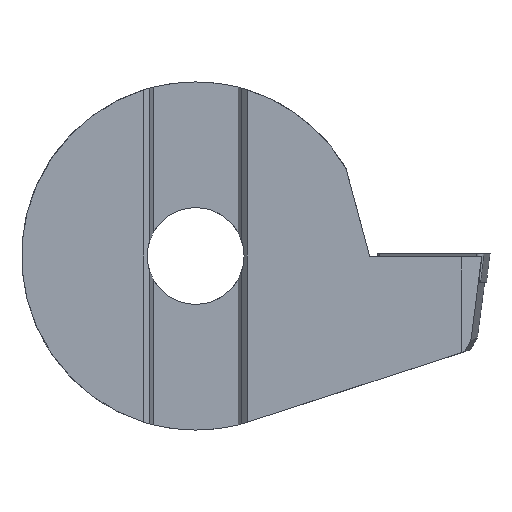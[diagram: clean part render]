
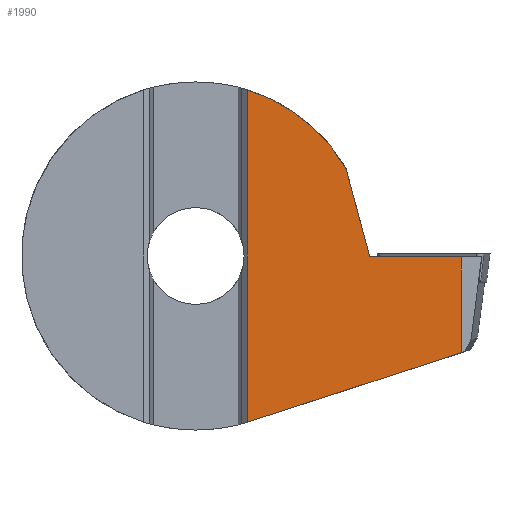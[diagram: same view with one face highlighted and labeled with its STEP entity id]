
A CAD part, front view. The second image highlights one B-rep face of the part: STEP entity #1990.
In plain terms, the highlighted planar face has unit normal (0, -1, 0).
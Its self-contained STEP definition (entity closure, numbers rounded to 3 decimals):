
#8 = EDGE_CURVE ( 'NONE', #2960, #2874, #4029, .T. ) ;
#115 = EDGE_CURVE ( 'NONE', #1813, #2960, #534, .T. ) ;
#221 = CARTESIAN_POINT ( 'NONE',  ( 0.21, -7.23, 0. ) ) ;
#242 = DIRECTION ( 'NONE',  ( 0., 1., 0. ) ) ;
#352 = VECTOR ( 'NONE', #2958, 1000. ) ;
#376 = VERTEX_POINT ( 'NONE', #1147 ) ;
#379 = LINE ( 'NONE', #2672, #352 ) ;
#437 = CARTESIAN_POINT ( 'NONE',  ( -17.579, -7.23, -13.743 ) ) ;
#455 = VERTEX_POINT ( 'NONE', #3137 ) ;
#516 = ORIENTED_EDGE ( 'NONE', *, *, #8, .T. ) ;
#533 = DIRECTION ( 'NONE',  ( -0.259, 0., 0.966 ) ) ;
#534 = CIRCLE ( 'NONE', #2749, 14.475 ) ;
#552 = CARTESIAN_POINT ( 'NONE',  ( -9.392, -7.23, 7.377 ) ) ;
#821 = VECTOR ( 'NONE', #1254, 1000. ) ;
#828 = CARTESIAN_POINT ( 'NONE',  ( -17.579, -7.23, 13.893 ) ) ;
#951 = ORIENTED_EDGE ( 'NONE', *, *, #3070, .T. ) ;
#1147 = CARTESIAN_POINT ( 'NONE',  ( -9.392, -7.23, 7.377 ) ) ;
#1158 = DIRECTION ( 'NONE',  ( 0., -1., 0. ) ) ;
#1221 = AXIS2_PLACEMENT_3D ( 'NONE', #3799, #242, #2856 ) ;
#1254 = DIRECTION ( 'NONE',  ( 0.951, 0., 0.309 ) ) ;
#1328 = ORIENTED_EDGE ( 'NONE', *, *, #2580, .F. ) ;
#1331 = CARTESIAN_POINT ( 'NONE',  ( 0.21, -7.23, -14.4 ) ) ;
#1342 = LINE ( 'NONE', #2298, #2210 ) ;
#1368 = EDGE_CURVE ( 'NONE', #1813, #2980, #1342, .T. ) ;
#1500 = CARTESIAN_POINT ( 'NONE',  ( -21.89, -7.23, 0.075 ) ) ;
#1530 = VECTOR ( 'NONE', #3626, 1000. ) ;
#1701 = VECTOR ( 'NONE', #533, 1000. ) ;
#1712 = ORIENTED_EDGE ( 'NONE', *, *, #2966, .T. ) ;
#1813 = VERTEX_POINT ( 'NONE', #437 ) ;
#1905 = CARTESIAN_POINT ( 'NONE',  ( -17.417, -7.23, -13.692 ) ) ;
#1990 = ADVANCED_FACE ( 'NONE', ( #3538 ), #2899, .F. ) ;
#2113 = EDGE_LOOP ( 'NONE', ( #3989, #516, #1328, #951, #3147, #1712, #2675 ) ) ;
#2188 = LINE ( 'NONE', #552, #1701 ) ;
#2210 = VECTOR ( 'NONE', #3323, 1000. ) ;
#2271 = CARTESIAN_POINT ( 'NONE',  ( -17.417, -7.23, -13.692 ) ) ;
#2298 = CARTESIAN_POINT ( 'NONE',  ( -17.579, -7.23, -14.4 ) ) ;
#2499 = CARTESIAN_POINT ( 'NONE',  ( -21.89, -7.23, 0.075 ) ) ;
#2580 = EDGE_CURVE ( 'NONE', #3232, #2874, #2969, .T. ) ;
#2672 = CARTESIAN_POINT ( 'NONE',  ( -7.415, -7.23, 0. ) ) ;
#2675 = ORIENTED_EDGE ( 'NONE', *, *, #1368, .F. ) ;
#2749 = AXIS2_PLACEMENT_3D ( 'NONE', #1500, #4142, #3837 ) ;
#2808 = CARTESIAN_POINT ( 'NONE',  ( 0.21, -7.23, -7.964 ) ) ;
#2851 = CIRCLE ( 'NONE', #2996, 14.475 ) ;
#2856 = DIRECTION ( 'NONE',  ( -1., 0., 0. ) ) ;
#2874 = VERTEX_POINT ( 'NONE', #2808 ) ;
#2899 = PLANE ( 'NONE',  #1221 ) ;
#2922 = EDGE_CURVE ( 'NONE', #455, #376, #2188, .T. ) ;
#2958 = DIRECTION ( 'NONE',  ( -1., 0., 0. ) ) ;
#2960 = VERTEX_POINT ( 'NONE', #2271 ) ;
#2966 = EDGE_CURVE ( 'NONE', #376, #2980, #2851, .T. ) ;
#2969 = LINE ( 'NONE', #1331, #1530 ) ;
#2980 = VERTEX_POINT ( 'NONE', #828 ) ;
#2996 = AXIS2_PLACEMENT_3D ( 'NONE', #2499, #1158, #3770 ) ;
#3070 = EDGE_CURVE ( 'NONE', #3232, #455, #379, .T. ) ;
#3137 = CARTESIAN_POINT ( 'NONE',  ( -7.415, -7.23, 0. ) ) ;
#3147 = ORIENTED_EDGE ( 'NONE', *, *, #2922, .T. ) ;
#3232 = VERTEX_POINT ( 'NONE', #221 ) ;
#3323 = DIRECTION ( 'NONE',  ( 0., 0., 1. ) ) ;
#3538 = FACE_OUTER_BOUND ( 'NONE', #2113, .T. ) ;
#3626 = DIRECTION ( 'NONE',  ( 0., 0., -1. ) ) ;
#3770 = DIRECTION ( 'NONE',  ( -1., 0., 0. ) ) ;
#3799 = CARTESIAN_POINT ( 'NONE',  ( -17.579, -7.23, -14.4 ) ) ;
#3837 = DIRECTION ( 'NONE',  ( -1., 0., 0. ) ) ;
#3989 = ORIENTED_EDGE ( 'NONE', *, *, #115, .T. ) ;
#4029 = LINE ( 'NONE', #1905, #821 ) ;
#4142 = DIRECTION ( 'NONE',  ( 0., -1., 0. ) ) ;
